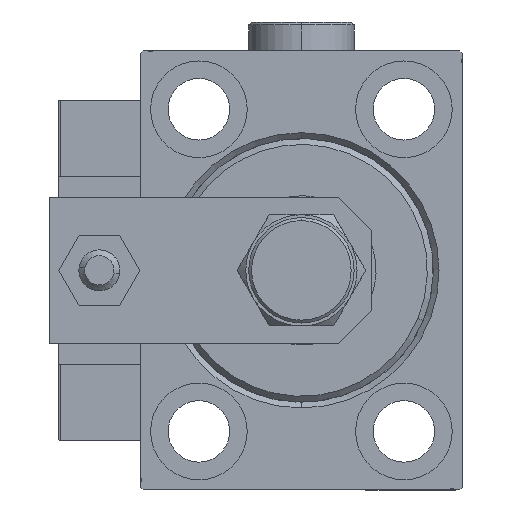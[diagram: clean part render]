
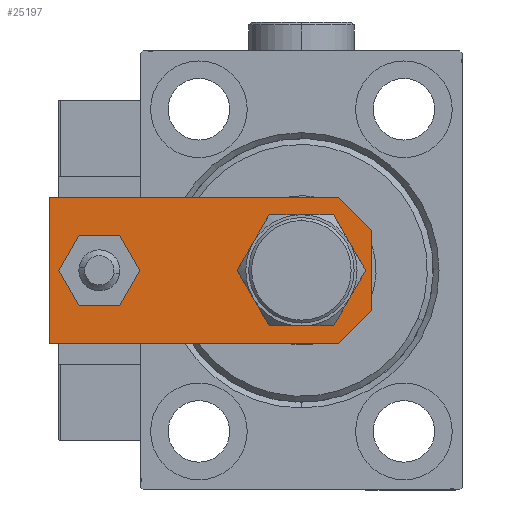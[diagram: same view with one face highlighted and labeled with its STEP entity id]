
A CAD part, left-side view. The second image highlights one B-rep face of the part: STEP entity #25197.
In plain terms, the highlighted face is planar.
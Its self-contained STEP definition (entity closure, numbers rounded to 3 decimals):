
#84 = FACE_OUTER_BOUND ( 'NONE', #3287, .T. ) ;
#366 = CARTESIAN_POINT ( 'NONE',  ( 3.42, -3.42, 6. ) ) ;
#1119 = VECTOR ( 'NONE', #6908, 1000. ) ;
#2552 = DIRECTION ( 'NONE',  ( 0., 1., 0. ) ) ;
#2656 = EDGE_CURVE ( 'NONE', #32067, #43040, #29855, .T. ) ;
#3287 = EDGE_LOOP ( 'NONE', ( #31616, #25376, #23809, #20556, #14741, #36439 ) ) ;
#3850 = CARTESIAN_POINT ( 'NONE',  ( -12.5, 0., 6. ) ) ;
#4103 = FACE_BOUND ( 'NONE', #23740, .T. ) ;
#5186 = CARTESIAN_POINT ( 'NONE',  ( 6.84, 0., 6. ) ) ;
#5361 = CARTESIAN_POINT ( 'NONE',  ( 12.5, 55., 6. ) ) ;
#5434 = VECTOR ( 'NONE', #28082, 1000. ) ;
#6657 = AXIS2_PLACEMENT_3D ( 'NONE', #46905, #50680, #46375 ) ;
#6908 = DIRECTION ( 'NONE',  ( 0., -1., 0. ) ) ;
#7084 = DIRECTION ( 'NONE',  ( 1., 0., 0. ) ) ;
#9475 = LINE ( 'NONE', #31715, #33991 ) ;
#9953 = CARTESIAN_POINT ( 'NONE',  ( 0., 46.5, 6. ) ) ;
#10409 = DIRECTION ( 'NONE',  ( 0., 0., 1. ) ) ;
#10691 = VERTEX_POINT ( 'NONE', #31776 ) ;
#11133 = CARTESIAN_POINT ( 'NONE',  ( 0., 0., 6. ) ) ;
#11681 = LINE ( 'NONE', #366, #5434 ) ;
#12928 = CARTESIAN_POINT ( 'NONE',  ( -6.84, 0., 6. ) ) ;
#13935 = VERTEX_POINT ( 'NONE', #48395 ) ;
#14741 = ORIENTED_EDGE ( 'NONE', *, *, #41588, .T. ) ;
#15932 = CARTESIAN_POINT ( 'NONE',  ( -12.5, 5.66, 6. ) ) ;
#19214 = CARTESIAN_POINT ( 'NONE',  ( 12.5, 0., 6. ) ) ;
#19286 = CARTESIAN_POINT ( 'NONE',  ( -12.5, 55., 6. ) ) ;
#20031 = AXIS2_PLACEMENT_3D ( 'NONE', #27091, #10409, #35688 ) ;
#20556 = ORIENTED_EDGE ( 'NONE', *, *, #39362, .T. ) ;
#21285 = ORIENTED_EDGE ( 'NONE', *, *, #52268, .F. ) ;
#21347 = VERTEX_POINT ( 'NONE', #51831 ) ;
#21919 = CIRCLE ( 'NONE', #37252, 4. ) ;
#23740 = EDGE_LOOP ( 'NONE', ( #21285, #37271 ) ) ;
#23809 = ORIENTED_EDGE ( 'NONE', *, *, #32772, .T. ) ;
#25197 = ADVANCED_FACE ( 'NONE', ( #4103, #84, #31570 ), #47993, .T. ) ;
#25376 = ORIENTED_EDGE ( 'NONE', *, *, #30723, .T. ) ;
#27091 = CARTESIAN_POINT ( 'NONE',  ( 0., 12., 6. ) ) ;
#27146 = DIRECTION ( 'NONE',  ( 0.707, -0.707, 0. ) ) ;
#27163 = DIRECTION ( 'NONE',  ( 1., 0., 0. ) ) ;
#28082 = DIRECTION ( 'NONE',  ( 0.707, 0.707, 0. ) ) ;
#28784 = VERTEX_POINT ( 'NONE', #51624 ) ;
#28892 = ORIENTED_EDGE ( 'NONE', *, *, #33027, .F. ) ;
#28923 = AXIS2_PLACEMENT_3D ( 'NONE', #45466, #48990, #29595 ) ;
#29595 = DIRECTION ( 'NONE',  ( 1., 0., 0. ) ) ;
#29852 = CIRCLE ( 'NONE', #6657, 4. ) ;
#29855 = LINE ( 'NONE', #5361, #34071 ) ;
#30121 = DIRECTION ( 'NONE',  ( -1., 0., 0. ) ) ;
#30134 = DIRECTION ( 'NONE',  ( 0., 0., 1. ) ) ;
#30327 = CIRCLE ( 'NONE', #20031, 8.25 ) ;
#30621 = VECTOR ( 'NONE', #44743, 1000. ) ;
#30723 = EDGE_CURVE ( 'NONE', #51554, #34000, #9475, .T. ) ;
#30785 = LINE ( 'NONE', #19214, #45912 ) ;
#31570 = FACE_BOUND ( 'NONE', #34695, .T. ) ;
#31616 = ORIENTED_EDGE ( 'NONE', *, *, #38896, .T. ) ;
#31715 = CARTESIAN_POINT ( 'NONE',  ( -3.42, -3.42, 6. ) ) ;
#31776 = CARTESIAN_POINT ( 'NONE',  ( -4., 46.5, 6. ) ) ;
#32067 = VERTEX_POINT ( 'NONE', #43558 ) ;
#32772 = EDGE_CURVE ( 'NONE', #34000, #48354, #48792, .T. ) ;
#33027 = EDGE_CURVE ( 'NONE', #42029, #28784, #37471, .T. ) ;
#33239 = ORIENTED_EDGE ( 'NONE', *, *, #38891, .F. ) ;
#33991 = VECTOR ( 'NONE', #27146, 1000. ) ;
#34000 = VERTEX_POINT ( 'NONE', #12928 ) ;
#34071 = VECTOR ( 'NONE', #30121, 1000. ) ;
#34695 = EDGE_LOOP ( 'NONE', ( #28892, #33239 ) ) ;
#35688 = DIRECTION ( 'NONE',  ( 1., 0., 0. ) ) ;
#36081 = CARTESIAN_POINT ( 'NONE',  ( -12.5, 55., 6. ) ) ;
#36439 = ORIENTED_EDGE ( 'NONE', *, *, #2656, .T. ) ;
#37252 = AXIS2_PLACEMENT_3D ( 'NONE', #9953, #30134, #27163 ) ;
#37271 = ORIENTED_EDGE ( 'NONE', *, *, #43216, .F. ) ;
#37471 = CIRCLE ( 'NONE', #28923, 8.25 ) ;
#38891 = EDGE_CURVE ( 'NONE', #28784, #42029, #30327, .T. ) ;
#38896 = EDGE_CURVE ( 'NONE', #43040, #51554, #44017, .T. ) ;
#39362 = EDGE_CURVE ( 'NONE', #48354, #13935, #11681, .T. ) ;
#41588 = EDGE_CURVE ( 'NONE', #13935, #32067, #30785, .T. ) ;
#42029 = VERTEX_POINT ( 'NONE', #53023 ) ;
#43040 = VERTEX_POINT ( 'NONE', #36081 ) ;
#43216 = EDGE_CURVE ( 'NONE', #21347, #10691, #21919, .T. ) ;
#43558 = CARTESIAN_POINT ( 'NONE',  ( 12.5, 55., 6. ) ) ;
#43935 = DIRECTION ( 'NONE',  ( 0., 0., 1. ) ) ;
#44017 = LINE ( 'NONE', #19286, #1119 ) ;
#44743 = DIRECTION ( 'NONE',  ( 1., 0., 0. ) ) ;
#45466 = CARTESIAN_POINT ( 'NONE',  ( 0., 12., 6. ) ) ;
#45789 = AXIS2_PLACEMENT_3D ( 'NONE', #11133, #43935, #7084 ) ;
#45912 = VECTOR ( 'NONE', #2552, 1000. ) ;
#46375 = DIRECTION ( 'NONE',  ( 1., 0., 0. ) ) ;
#46905 = CARTESIAN_POINT ( 'NONE',  ( 0., 46.5, 6. ) ) ;
#47993 = PLANE ( 'NONE',  #45789 ) ;
#48354 = VERTEX_POINT ( 'NONE', #5186 ) ;
#48395 = CARTESIAN_POINT ( 'NONE',  ( 12.5, 5.66, 6. ) ) ;
#48792 = LINE ( 'NONE', #3850, #30621 ) ;
#48990 = DIRECTION ( 'NONE',  ( 0., 0., 1. ) ) ;
#50680 = DIRECTION ( 'NONE',  ( 0., 0., 1. ) ) ;
#51554 = VERTEX_POINT ( 'NONE', #15932 ) ;
#51624 = CARTESIAN_POINT ( 'NONE',  ( 8.25, 12., 6. ) ) ;
#51831 = CARTESIAN_POINT ( 'NONE',  ( 4., 46.5, 6. ) ) ;
#52268 = EDGE_CURVE ( 'NONE', #10691, #21347, #29852, .T. ) ;
#53023 = CARTESIAN_POINT ( 'NONE',  ( -8.25, 12., 6. ) ) ;
